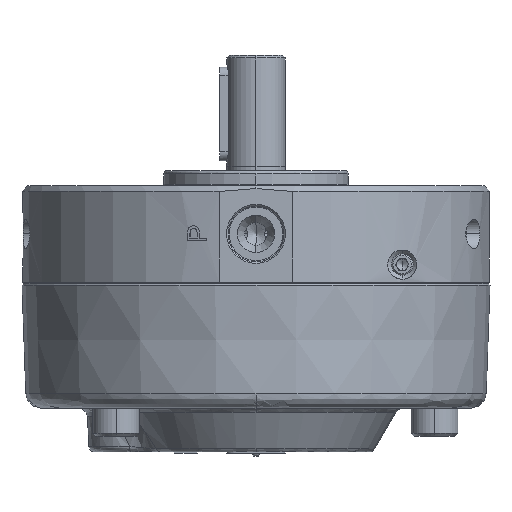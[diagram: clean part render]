
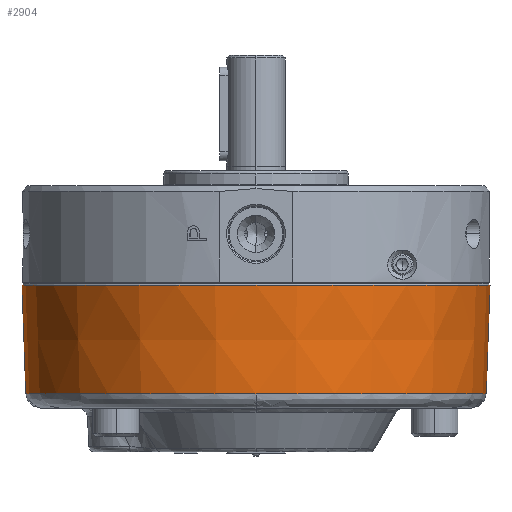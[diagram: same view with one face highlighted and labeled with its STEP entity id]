
A CAD part, left-side view. The second image highlights one B-rep face of the part: STEP entity #2904.
In plain terms, the highlighted conical face has half-angle 2 degrees and reference radius 79.965 mm.
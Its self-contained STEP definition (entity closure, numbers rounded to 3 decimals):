
#1690 = DIRECTION ( 'NONE',  ( 1., 0., 0. ) ) ;
#2245 = VECTOR ( 'NONE', #10529, 1000. ) ;
#2904 = ADVANCED_FACE ( 'NONE', ( #10245 ), #33768, .T. ) ;
#3443 = ORIENTED_EDGE ( 'NONE', *, *, #16958, .T. ) ;
#3688 = CARTESIAN_POINT ( 'NONE',  ( -78.667, 0., -76.174 ) ) ;
#4670 = DIRECTION ( 'NONE',  ( 0., 0., 1. ) ) ;
#5316 = DIRECTION ( 'NONE',  ( 0., -1., 0. ) ) ;
#5525 = CIRCLE ( 'NONE', #17287, 79.965 ) ;
#5967 = CARTESIAN_POINT ( 'NONE',  ( 0., 0., -76.174 ) ) ;
#6209 = VERTEX_POINT ( 'NONE', #17927 ) ;
#6407 = VECTOR ( 'NONE', #23104, 1000. ) ;
#7869 = VERTEX_POINT ( 'NONE', #3688 ) ;
#7912 = DIRECTION ( 'NONE',  ( 1., 0., 0. ) ) ;
#8084 = DIRECTION ( 'NONE',  ( 0., 0., 1. ) ) ;
#8213 = VERTEX_POINT ( 'NONE', #32027 ) ;
#10179 = EDGE_CURVE ( 'NONE', #6209, #18227, #23448, .T. ) ;
#10245 = FACE_OUTER_BOUND ( 'NONE', #19264, .T. ) ;
#10261 = CARTESIAN_POINT ( 'NONE',  ( 0., -79.965, -39. ) ) ;
#10529 = DIRECTION ( 'NONE',  ( 0., 0.035, 0.999 ) ) ;
#12663 = ORIENTED_EDGE ( 'NONE', *, *, #27122, .T. ) ;
#12856 = CARTESIAN_POINT ( 'NONE',  ( 0., 0., -39. ) ) ;
#13867 = AXIS2_PLACEMENT_3D ( 'NONE', #33203, #22030, #22721 ) ;
#14277 = EDGE_CURVE ( 'NONE', #8213, #15174, #18933, .T. ) ;
#15174 = VERTEX_POINT ( 'NONE', #22160 ) ;
#16958 = EDGE_CURVE ( 'NONE', #7869, #6209, #34518, .T. ) ;
#17287 = AXIS2_PLACEMENT_3D ( 'NONE', #23561, #4670, #1690 ) ;
#17927 = CARTESIAN_POINT ( 'NONE',  ( 0., -78.667, -76.174 ) ) ;
#18227 = VERTEX_POINT ( 'NONE', #10261 ) ;
#18933 = LINE ( 'NONE', #31705, #2245 ) ;
#19264 = EDGE_LOOP ( 'NONE', ( #20341, #12663, #3443, #27904, #22408 ) ) ;
#20341 = ORIENTED_EDGE ( 'NONE', *, *, #14277, .F. ) ;
#22030 = DIRECTION ( 'NONE',  ( 0., 0., 1. ) ) ;
#22118 = AXIS2_PLACEMENT_3D ( 'NONE', #12856, #29303, #5316 ) ;
#22160 = CARTESIAN_POINT ( 'NONE',  ( 0., 79.965, -39. ) ) ;
#22408 = ORIENTED_EDGE ( 'NONE', *, *, #32584, .F. ) ;
#22493 = CIRCLE ( 'NONE', #34212, 78.667 ) ;
#22721 = DIRECTION ( 'NONE',  ( 1., 0., 0. ) ) ;
#23104 = DIRECTION ( 'NONE',  ( 0., -0.035, 0.999 ) ) ;
#23448 = LINE ( 'NONE', #23787, #6407 ) ;
#23561 = CARTESIAN_POINT ( 'NONE',  ( 0., 0., -39. ) ) ;
#23787 = CARTESIAN_POINT ( 'NONE',  ( 0., -79.965, -39. ) ) ;
#27122 = EDGE_CURVE ( 'NONE', #8213, #7869, #22493, .T. ) ;
#27904 = ORIENTED_EDGE ( 'NONE', *, *, #10179, .T. ) ;
#29303 = DIRECTION ( 'NONE',  ( 0., 0., 1. ) ) ;
#31705 = CARTESIAN_POINT ( 'NONE',  ( 0., 79.965, -39. ) ) ;
#32027 = CARTESIAN_POINT ( 'NONE',  ( 0., 78.667, -76.174 ) ) ;
#32584 = EDGE_CURVE ( 'NONE', #15174, #18227, #5525, .T. ) ;
#33203 = CARTESIAN_POINT ( 'NONE',  ( 0., 0., -76.174 ) ) ;
#33768 = CONICAL_SURFACE ( 'NONE', #22118, 79.965, 0.035 ) ;
#34212 = AXIS2_PLACEMENT_3D ( 'NONE', #5967, #8084, #7912 ) ;
#34518 = CIRCLE ( 'NONE', #13867, 78.667 ) ;
